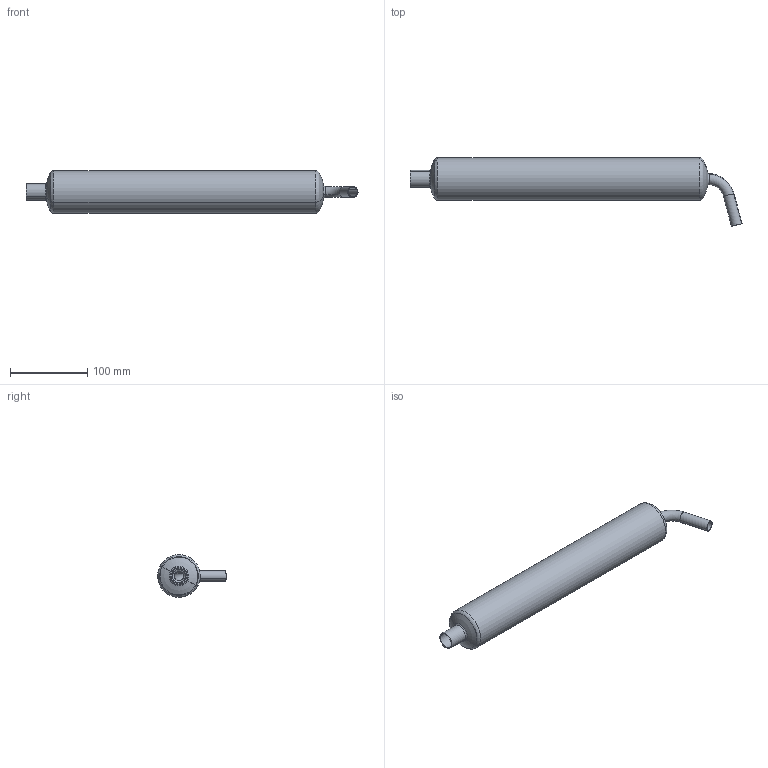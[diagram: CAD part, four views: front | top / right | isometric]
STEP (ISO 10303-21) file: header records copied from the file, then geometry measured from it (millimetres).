
FILE_DESCRIPTION(('CATIA V5 STEP Exchange','CAx-IF Rec.Pracs.--- Model Styling and Organization---1.5--- 2016-08-15','CAx-IF Rec.Pracs.---Supplemental Geometry---1.0---2011-11-01','CAx-IF Rec.Pracs.--- Composite Materials ---3.4---2017-06-13','CAx-IF Rec.Pracs.---External References---2.1---2005-01-19','CAx-IF Rec.Pracs.---Tessellated 3D Geometry---1.0---2015-12-17'),'2;1');
FILE_NAME('M3_KS_3079-6.stp','2023-04-06T00:21:39+00:00',('none'),('none'),'CATIA Version 5-6 Release 2020 SP6','CATIA V5 STEP AP242 v2','none');
FILE_SCHEMA(('AP242_MANAGED_MODEL_BASED_3D_ENGINEERING_MIM_LF {1 0 10303 442 1 1 4}'));
Length unit declared in the file: millimetre
Products named in the file (1): M3_KS_3079-6
Bounding box: 428.67 x 88.69 x 54.98 mm (x, y, z)
Volume: 67364.2 mm3; surface area: 134834.9 mm2
Topology: 1 solids, 1 shells, 46 faces, 96 edges, 52 vertices
Faces by surface type: torus 16, cylinder 12, sphere 8, bspline 8, plane 2
Entity records: 1693 total; most frequent: CARTESIAN_POINT 831, ORIENTED_EDGE 192, DIRECTION 124, EDGE_CURVE 96, AXIS2_PLACEMENT_3D 87, CIRCLE 60, VERTEX_POINT 52, EDGE_LOOP 48
